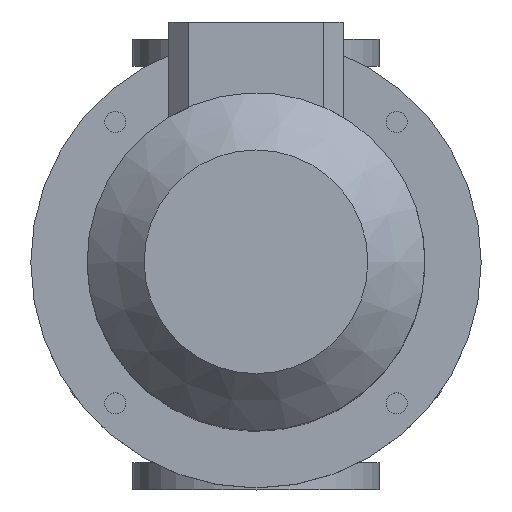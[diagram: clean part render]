
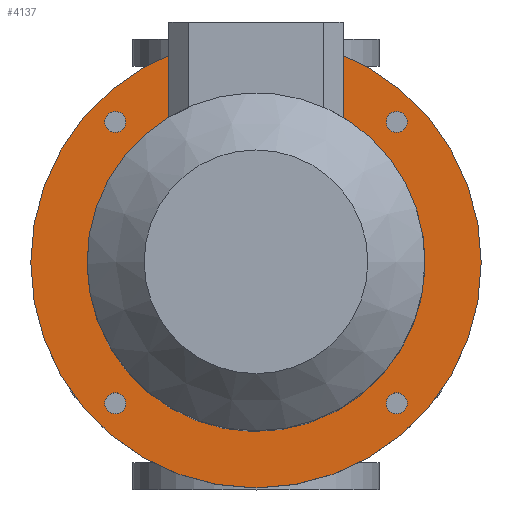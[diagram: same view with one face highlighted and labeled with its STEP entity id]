
A CAD part, top view. The second image highlights one B-rep face of the part: STEP entity #4137.
In plain terms, the highlighted planar face has unit normal (0, 0, 1).
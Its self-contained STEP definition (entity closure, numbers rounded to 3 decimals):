
#1753=ORIENTED_EDGE('',*,*,#2347,.F.);
#1754=ORIENTED_EDGE('',*,*,#2348,.F.);
#1755=ORIENTED_EDGE('',*,*,#2349,.F.);
#1756=ORIENTED_EDGE('',*,*,#2350,.F.);
#1757=ORIENTED_EDGE('',*,*,#2351,.F.);
#1758=ORIENTED_EDGE('',*,*,#2346,.T.);
#2346=EDGE_CURVE('',#2738,#2738,#2962,.T.);
#2347=EDGE_CURVE('',#2739,#2739,#2963,.F.);
#2348=EDGE_CURVE('',#2740,#2740,#2964,.F.);
#2349=EDGE_CURVE('',#2741,#2741,#2965,.F.);
#2350=EDGE_CURVE('',#2742,#2742,#2966,.F.);
#2351=EDGE_CURVE('',#2743,#2743,#2967,.T.);
#2738=VERTEX_POINT('',#8483);
#2739=VERTEX_POINT('',#8486);
#2740=VERTEX_POINT('',#8488);
#2741=VERTEX_POINT('',#8490);
#2742=VERTEX_POINT('',#8492);
#2743=VERTEX_POINT('',#8494);
#2962=CIRCLE('',#5342,150.);
#2963=CIRCLE('',#5344,7.);
#2964=CIRCLE('',#5345,7.);
#2965=CIRCLE('',#5346,7.);
#2966=CIRCLE('',#5347,7.);
#2967=CIRCLE('',#5348,100.);
#3312=EDGE_LOOP('',(#1753));
#3313=EDGE_LOOP('',(#1754));
#3314=EDGE_LOOP('',(#1755));
#3315=EDGE_LOOP('',(#1756));
#3316=EDGE_LOOP('',(#1757));
#3317=EDGE_LOOP('',(#1758));
#3705=FACE_BOUND('',#3312,.T.);
#3706=FACE_BOUND('',#3313,.T.);
#3707=FACE_BOUND('',#3314,.T.);
#3708=FACE_BOUND('',#3315,.T.);
#3709=FACE_BOUND('',#3316,.T.);
#3710=FACE_BOUND('',#3317,.T.);
#3900=PLANE('',#5343);
#4137=ADVANCED_FACE('',(#3705,#3706,#3707,#3708,#3709,#3710),#3900,.F.);
#5342=AXIS2_PLACEMENT_3D('',#8482,#6517,#6518);
#5343=AXIS2_PLACEMENT_3D('',#8484,#6519,#6520);
#5344=AXIS2_PLACEMENT_3D('',#8485,#6521,#6522);
#5345=AXIS2_PLACEMENT_3D('',#8487,#6523,#6524);
#5346=AXIS2_PLACEMENT_3D('',#8489,#6525,#6526);
#5347=AXIS2_PLACEMENT_3D('',#8491,#6527,#6528);
#5348=AXIS2_PLACEMENT_3D('',#8493,#6529,#6530);
#6517=DIRECTION('',(0.,0.,1.));
#6518=DIRECTION('',(1.,0.,0.));
#6519=DIRECTION('',(0.,0.,-1.));
#6520=DIRECTION('',(-1.,0.,0.));
#6521=DIRECTION('',(0.,0.,-1.));
#6522=DIRECTION('',(-1.,0.,0.));
#6523=DIRECTION('',(0.,0.,-1.));
#6524=DIRECTION('',(-1.,0.,0.));
#6525=DIRECTION('',(0.,0.,-1.));
#6526=DIRECTION('',(-1.,0.,0.));
#6527=DIRECTION('',(0.,0.,-1.));
#6528=DIRECTION('',(-1.,0.,0.));
#6529=DIRECTION('',(0.,0.,1.));
#6530=DIRECTION('',(1.,0.,0.));
#8482=CARTESIAN_POINT('',(0.,0.,14.));
#8483=CARTESIAN_POINT('',(150.,0.,14.));
#8484=CARTESIAN_POINT('',(100.,0.,14.));
#8485=CARTESIAN_POINT('',(93.692,-93.692,14.));
#8486=CARTESIAN_POINT('',(86.692,-93.692,14.));
#8487=CARTESIAN_POINT('',(93.692,93.692,14.));
#8488=CARTESIAN_POINT('',(86.692,93.692,14.));
#8489=CARTESIAN_POINT('',(-93.692,93.692,14.));
#8490=CARTESIAN_POINT('',(-100.692,93.692,14.));
#8491=CARTESIAN_POINT('',(-93.692,-93.692,14.));
#8492=CARTESIAN_POINT('',(-100.692,-93.692,14.));
#8493=CARTESIAN_POINT('',(0.,0.,14.));
#8494=CARTESIAN_POINT('',(100.,0.,14.));
